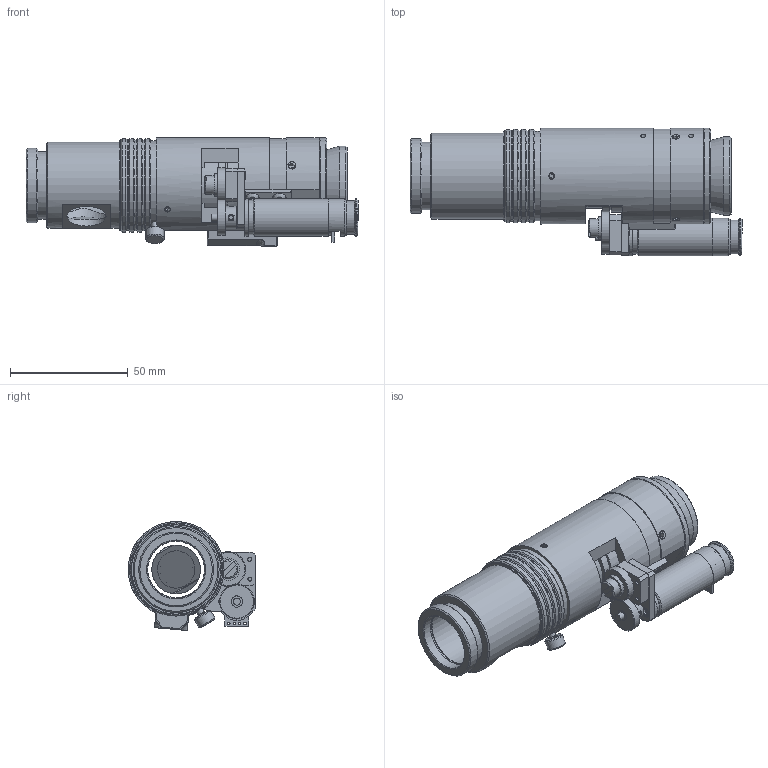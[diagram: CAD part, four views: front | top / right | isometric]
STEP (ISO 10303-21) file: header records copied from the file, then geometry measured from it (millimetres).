
FILE_DESCRIPTION((''),'2;1');
FILE_NAME('62639_0.stp','2009-01-09T13:28:44',('EVANS'),(''),'Autodesk Inventor 2009','Autodesk Inventor 2009','');
FILE_SCHEMA(('AUTOMOTIVE_DESIGN { 1 0 10303 214 1 1 1 1 }'));
Length unit declared in the file: inch
Products named in the file (50): Assembly5 (LevelofDetail1); 62639 (~1); 62514-ULTRAFFICX (~1); 60404; 62321; 62322; 62330; 62325; 60403-R; 60398; 7036; 7040; 7326; 7004; 7108; 60399-R; 60400; 7183; 60064; 62455; 62454; 60126; 7012; 62456; 60804; 62327; 7015; 62565; 60976; 62326; 62326-1; DN6848S; ECS-T1CY105R; ECJ-2VF1H104Z; 62804; 7449; 61337-R; 61337-R-1; 61337-R-2; 60223 ...
Assembly tree (65 placements, depth 5):
  Assembly5 (LevelofDetail1)
    62639 (~1)
      62514-ULTRAFFICX (~1)
        60404
        62321
        62322
          62330
          62325  x2
          60403-R
        60398
        7036  x3
        7040  x4
        7326  x2
        7004
        7108  x3
        60399-R
        60400
        7183
      60064
      62455
        62454
        60126
        7012  x3
      62456
      60804
      62327
      7036  x2
      7015
      62565
        60976
        62326
          62326-1
          DN6848S  x2
          ECS-T1CY105R
          ECJ-2VF1H104Z
        62804
      7449  x3
      61337-R
        61337-R-1
        61337-R-2
      60223
        60224
        60225
        6228
        60436
          7261
          60433
        5402
        6287
        6006
        7008
Bounding box: 140.8 x 54.1 x 46.17 mm (x, y, z)
Volume: 93294.8 mm3; surface area: 79592.3 mm2
Topology: 56 solids, 59 shells, 1526 faces, 3760 edges, 2473 vertices
Faces by surface type: plane 958, bspline 270, cylinder 191, cone 99, sphere 8
Full cylindrical faces by diameter (mm): 1.016 x4, 1.524 x3, 1.575 x1, 2.159 x6, 2.184 x17, 2.54 x1, 2.845 x13, 2.997 x2, 3.302 x3, 3.556 x6, 3.785 x1, 4.166 x4, 4.267 x3, 4.75 x2, 4.757 x2, 4.78 x1, 6.35 x1, 7.01 x2, 7.874 x1, 7.938 x1, 9.525 x2, 10.109 x1, 10.16 x1, 13.868 x1, 13.97 x1, 14.11 x1, 14.122 x1, 14.351 x1, 14.503 x1, 14.808 x2
Entity records: 42811 total; most frequent: CARTESIAN_POINT 13602, ORIENTED_EDGE 5598, DIRECTION 4998, EDGE_CURVE 2802, VERTEX_POINT 1996, VECTOR 1810, LINE 1810, EDGE_LOOP 1760
